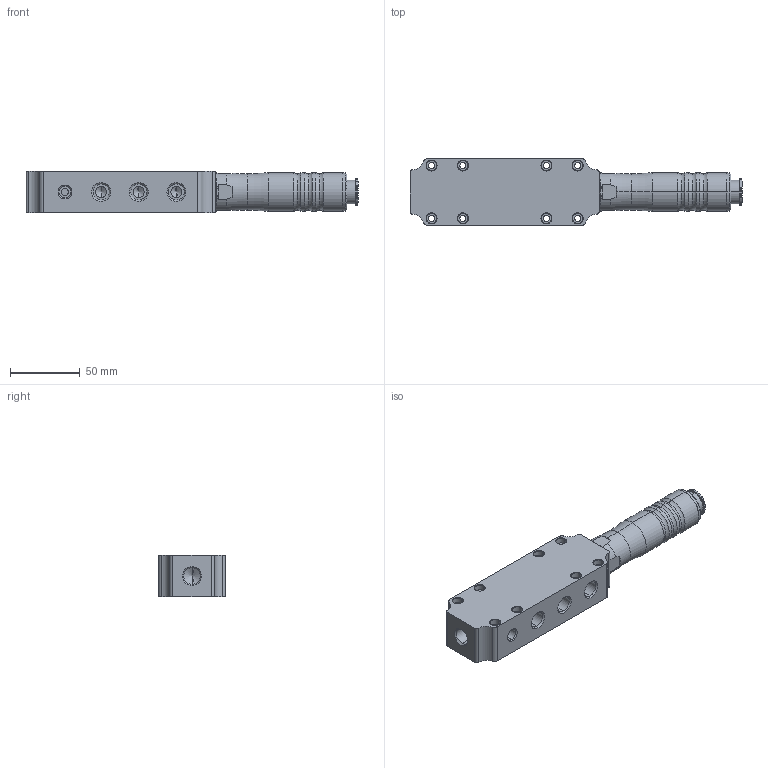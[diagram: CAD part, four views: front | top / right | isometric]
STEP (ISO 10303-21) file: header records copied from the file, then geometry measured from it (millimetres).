
FILE_DESCRIPTION (( 'STEP AP203' ), '1' );
FILE_NAME ('HGX-VT18-3-08.STEP', '2023-11-07T07:57:53', ( 'Microsoft' ), ( 'Microsoft' ), 'SwSTEP 2.0', 'SolidWorks 2019', '' );
FILE_SCHEMA (( 'CONFIG_CONTROL_DESIGN' ));
Length unit declared in the file: millimetre
Products named in the file (3): HGX-VT1803-02‵03-秏秞奪郪璃; HGX-VT1803-01-掛极; HGX-VT18-3-08
Assembly tree (2 placements, depth 2):
  HGX-VT18-3-08
    HGX-VT1803-01-掛极
    HGX-VT1803-02‵03-秏秞奪郪璃
Bounding box: 238.5 x 48 x 30 mm (x, y, z)
Volume: 197798.2 mm3; surface area: 48768.6 mm2
Topology: 2 solids, 2 shells, 256 faces, 568 edges, 337 vertices
Faces by surface type: cylinder 116, cone 72, plane 48, torus 20
Entity records: 7383 total; most frequent: DIRECTION 1374, CARTESIAN_POINT 1240, ORIENTED_EDGE 1108, AXIS2_PLACEMENT_3D 579, EDGE_CURVE 554, VERTEX_POINT 337, CIRCLE 318, EDGE_LOOP 309
